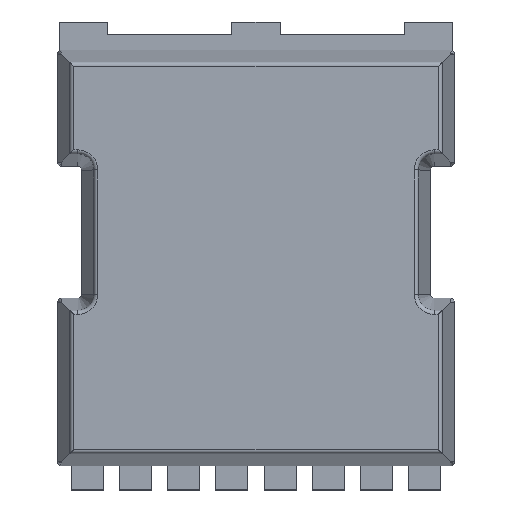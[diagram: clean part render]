
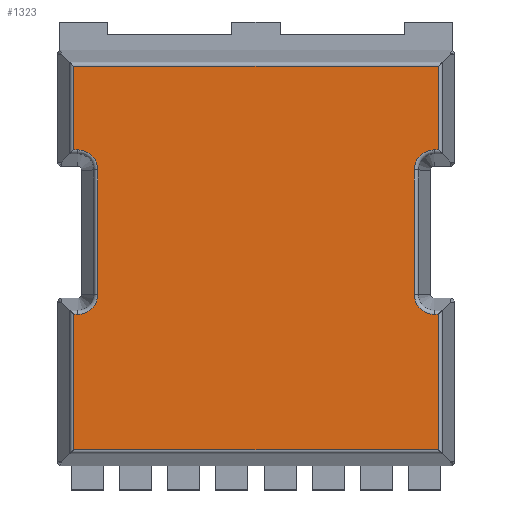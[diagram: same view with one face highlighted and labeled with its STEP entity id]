
A CAD part, top view. The second image highlights one B-rep face of the part: STEP entity #1323.
In plain terms, the highlighted planar face has unit normal (0, 0, 1).
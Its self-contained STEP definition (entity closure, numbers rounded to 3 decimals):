
#1323 = ADVANCED_FACE('',(#1324),#1458,.F.);
#1324 = FACE_BOUND('',#1325,.T.);
#1325 = EDGE_LOOP('',(#1326,#1337,#1345,#1353,#1361,#1369,#1377,#1386,
    #1394,#1403,#1411,#1419,#1427,#1435,#1443,#1452));
#1326 = ORIENTED_EDGE('',*,*,#1327,.T.);
#1327 = EDGE_CURVE('',#1328,#1330,#1332,.T.);
#1328 = VERTEX_POINT('',#1329);
#1329 = CARTESIAN_POINT('',(-3.949,-0.707,2.33));
#1330 = VERTEX_POINT('',#1331);
#1331 = CARTESIAN_POINT('',(-4.45,-1.209,2.33));
#1332 = CIRCLE('',#1333,0.501);
#1333 = AXIS2_PLACEMENT_3D('',#1334,#1335,#1336);
#1334 = CARTESIAN_POINT('',(-4.45,-0.707,2.33));
#1335 = DIRECTION('',(0.,0.,-1.));
#1336 = DIRECTION('',(0.,1.,0.));
#1337 = ORIENTED_EDGE('',*,*,#1338,.T.);
#1338 = EDGE_CURVE('',#1330,#1339,#1341,.T.);
#1339 = VERTEX_POINT('',#1340);
#1340 = CARTESIAN_POINT('',(-4.549,-1.209,2.33));
#1341 = LINE('',#1342,#1343);
#1342 = CARTESIAN_POINT('',(-4.85,-1.209,2.33));
#1343 = VECTOR('',#1344,1.);
#1344 = DIRECTION('',(-1.,0.,0.));
#1345 = ORIENTED_EDGE('',*,*,#1346,.T.);
#1346 = EDGE_CURVE('',#1339,#1347,#1349,.T.);
#1347 = VERTEX_POINT('',#1348);
#1348 = CARTESIAN_POINT('',(-4.549,-4.586,2.33));
#1349 = LINE('',#1350,#1351);
#1350 = CARTESIAN_POINT('',(-4.549,-4.887,2.33));
#1351 = VECTOR('',#1352,1.);
#1352 = DIRECTION('',(0.,-1.,0.));
#1353 = ORIENTED_EDGE('',*,*,#1354,.T.);
#1354 = EDGE_CURVE('',#1347,#1355,#1357,.T.);
#1355 = VERTEX_POINT('',#1356);
#1356 = CARTESIAN_POINT('',(4.549,-4.586,2.33));
#1357 = LINE('',#1358,#1359);
#1358 = CARTESIAN_POINT('',(-4.85,-4.586,2.33));
#1359 = VECTOR('',#1360,1.);
#1360 = DIRECTION('',(1.,0.,0.));
#1361 = ORIENTED_EDGE('',*,*,#1362,.T.);
#1362 = EDGE_CURVE('',#1355,#1363,#1365,.T.);
#1363 = VERTEX_POINT('',#1364);
#1364 = CARTESIAN_POINT('',(4.549,-1.209,2.33));
#1365 = LINE('',#1366,#1367);
#1366 = CARTESIAN_POINT('',(4.549,-4.887,2.33));
#1367 = VECTOR('',#1368,1.);
#1368 = DIRECTION('',(0.,1.,0.));
#1369 = ORIENTED_EDGE('',*,*,#1370,.T.);
#1370 = EDGE_CURVE('',#1363,#1371,#1373,.T.);
#1371 = VERTEX_POINT('',#1372);
#1372 = CARTESIAN_POINT('',(4.45,-1.209,2.33));
#1373 = LINE('',#1374,#1375);
#1374 = CARTESIAN_POINT('',(-4.85,-1.209,2.33));
#1375 = VECTOR('',#1376,1.);
#1376 = DIRECTION('',(-1.,0.,0.));
#1377 = ORIENTED_EDGE('',*,*,#1378,.T.);
#1378 = EDGE_CURVE('',#1371,#1379,#1381,.T.);
#1379 = VERTEX_POINT('',#1380);
#1380 = CARTESIAN_POINT('',(3.949,-0.707,2.33));
#1381 = CIRCLE('',#1382,0.501);
#1382 = AXIS2_PLACEMENT_3D('',#1383,#1384,#1385);
#1383 = CARTESIAN_POINT('',(4.45,-0.707,2.33));
#1384 = DIRECTION('',(0.,0.,-1.));
#1385 = DIRECTION('',(0.,1.,0.));
#1386 = ORIENTED_EDGE('',*,*,#1387,.T.);
#1387 = EDGE_CURVE('',#1379,#1388,#1390,.T.);
#1388 = VERTEX_POINT('',#1389);
#1389 = CARTESIAN_POINT('',(3.949,2.393,2.33));
#1390 = LINE('',#1391,#1392);
#1391 = CARTESIAN_POINT('',(3.949,-4.887,2.33));
#1392 = VECTOR('',#1393,1.);
#1393 = DIRECTION('',(0.,1.,0.));
#1394 = ORIENTED_EDGE('',*,*,#1395,.T.);
#1395 = EDGE_CURVE('',#1388,#1396,#1398,.T.);
#1396 = VERTEX_POINT('',#1397);
#1397 = CARTESIAN_POINT('',(4.45,2.894,2.33));
#1398 = CIRCLE('',#1399,0.501);
#1399 = AXIS2_PLACEMENT_3D('',#1400,#1401,#1402);
#1400 = CARTESIAN_POINT('',(4.45,2.393,2.33));
#1401 = DIRECTION('',(0.,0.,-1.));
#1402 = DIRECTION('',(0.,1.,0.));
#1403 = ORIENTED_EDGE('',*,*,#1404,.T.);
#1404 = EDGE_CURVE('',#1396,#1405,#1407,.T.);
#1405 = VERTEX_POINT('',#1406);
#1406 = CARTESIAN_POINT('',(4.549,2.894,2.33));
#1407 = LINE('',#1408,#1409);
#1408 = CARTESIAN_POINT('',(-4.85,2.894,2.33));
#1409 = VECTOR('',#1410,1.);
#1410 = DIRECTION('',(1.,0.,0.));
#1411 = ORIENTED_EDGE('',*,*,#1412,.T.);
#1412 = EDGE_CURVE('',#1405,#1413,#1415,.T.);
#1413 = VERTEX_POINT('',#1414);
#1414 = CARTESIAN_POINT('',(4.549,4.986,2.33));
#1415 = LINE('',#1416,#1417);
#1416 = CARTESIAN_POINT('',(4.549,-4.887,2.33));
#1417 = VECTOR('',#1418,1.);
#1418 = DIRECTION('',(0.,1.,0.));
#1419 = ORIENTED_EDGE('',*,*,#1420,.T.);
#1420 = EDGE_CURVE('',#1413,#1421,#1423,.T.);
#1421 = VERTEX_POINT('',#1422);
#1422 = CARTESIAN_POINT('',(-4.549,4.986,2.33));
#1423 = LINE('',#1424,#1425);
#1424 = CARTESIAN_POINT('',(-4.85,4.986,2.33));
#1425 = VECTOR('',#1426,1.);
#1426 = DIRECTION('',(-1.,0.,0.));
#1427 = ORIENTED_EDGE('',*,*,#1428,.T.);
#1428 = EDGE_CURVE('',#1421,#1429,#1431,.T.);
#1429 = VERTEX_POINT('',#1430);
#1430 = CARTESIAN_POINT('',(-4.549,2.894,2.33));
#1431 = LINE('',#1432,#1433);
#1432 = CARTESIAN_POINT('',(-4.549,-4.887,2.33));
#1433 = VECTOR('',#1434,1.);
#1434 = DIRECTION('',(0.,-1.,0.));
#1435 = ORIENTED_EDGE('',*,*,#1436,.T.);
#1436 = EDGE_CURVE('',#1429,#1437,#1439,.T.);
#1437 = VERTEX_POINT('',#1438);
#1438 = CARTESIAN_POINT('',(-4.45,2.894,2.33));
#1439 = LINE('',#1440,#1441);
#1440 = CARTESIAN_POINT('',(-4.85,2.894,2.33));
#1441 = VECTOR('',#1442,1.);
#1442 = DIRECTION('',(1.,0.,0.));
#1443 = ORIENTED_EDGE('',*,*,#1444,.T.);
#1444 = EDGE_CURVE('',#1437,#1445,#1447,.T.);
#1445 = VERTEX_POINT('',#1446);
#1446 = CARTESIAN_POINT('',(-3.949,2.393,2.33));
#1447 = CIRCLE('',#1448,0.501);
#1448 = AXIS2_PLACEMENT_3D('',#1449,#1450,#1451);
#1449 = CARTESIAN_POINT('',(-4.45,2.393,2.33));
#1450 = DIRECTION('',(0.,0.,-1.));
#1451 = DIRECTION('',(0.,1.,0.));
#1452 = ORIENTED_EDGE('',*,*,#1453,.T.);
#1453 = EDGE_CURVE('',#1445,#1328,#1454,.T.);
#1454 = LINE('',#1455,#1456);
#1455 = CARTESIAN_POINT('',(-3.949,-4.887,2.33));
#1456 = VECTOR('',#1457,1.);
#1457 = DIRECTION('',(0.,-1.,0.));
#1458 = PLANE('',#1459);
#1459 = AXIS2_PLACEMENT_3D('',#1460,#1461,#1462);
#1460 = CARTESIAN_POINT('',(-4.85,-4.887,2.33));
#1461 = DIRECTION('',(0.,0.,-1.));
#1462 = DIRECTION('',(0.,1.,0.));
